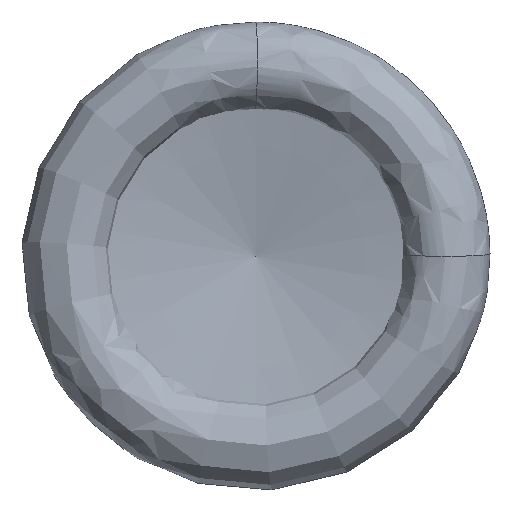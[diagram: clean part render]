
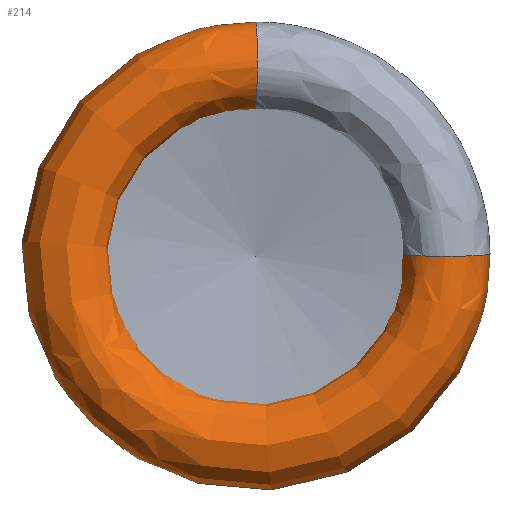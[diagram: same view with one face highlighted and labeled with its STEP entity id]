
A CAD part, left-side view. The second image highlights one B-rep face of the part: STEP entity #214.
In plain terms, the highlighted free-form (B-spline) face has degree [3, 3] with [7, 7] control points.
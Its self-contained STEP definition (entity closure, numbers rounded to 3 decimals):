
#214=ADVANCED_FACE('',(#240,#241),#235,.F.);
#235=(
BOUNDED_SURFACE()
B_SPLINE_SURFACE(3,3,((#527,#528,#529,#530,#531,#532,#533),(#534,#535,#536,
#537,#538,#539,#540),(#541,#542,#543,#544,#545,#546,#547),(#548,#549,#550,
#551,#552,#553,#554),(#555,#556,#557,#558,#559,#560,#561),(#562,#563,#564,
#565,#566,#567,#568),(#569,#570,#571,#572,#573,#574,#575)),
 .UNSPECIFIED.,.T.,.F.,.F.)
B_SPLINE_SURFACE_WITH_KNOTS((1,3,3,3,1),(4,3,4),(-0.5,0.,0.5,1.,1.5),(0.,
0.5,1.),.UNSPECIFIED.)
GEOMETRIC_REPRESENTATION_ITEM()
RATIONAL_B_SPLINE_SURFACE(((1.,0.587,0.587,1.,0.587,
0.587,1.),(0.333,0.196,0.196,
0.333,0.196,0.196,0.333),
(0.333,0.196,0.196,0.333,
0.196,0.196,0.333),(1.,0.587,
0.587,1.,0.587,0.587,1.),(0.333,
0.196,0.196,0.333,0.196,
0.196,0.333),(0.333,0.196,
0.196,0.333,0.196,0.196,
0.333),(1.,0.587,0.587,1.,0.587,
0.587,1.)))
REPRESENTATION_ITEM('')
SURFACE()
);
#240=FACE_BOUND('',#280,.T.);
#241=FACE_BOUND('',#281,.T.);
#280=EDGE_LOOP('',(#320));
#281=EDGE_LOOP('',(#321));
#320=ORIENTED_EDGE('',*,*,#381,.T.);
#321=ORIENTED_EDGE('',*,*,#382,.F.);
#360=VERTEX_POINT('',#524);
#361=VERTEX_POINT('',#526);
#381=EDGE_CURVE('',#360,#360,#401,.T.);
#382=EDGE_CURVE('',#361,#361,#402,.T.);
#401=CIRCLE('',#422,6.);
#402=CIRCLE('',#423,6.);
#422=AXIS2_PLACEMENT_3D('',#523,#455,#456);
#423=AXIS2_PLACEMENT_3D('',#525,#457,#458);
#455=DIRECTION('',(-0.052,0.999,0.008));
#456=DIRECTION('',(0.999,0.052,0.));
#457=DIRECTION('',(-0.052,0.,0.999));
#458=DIRECTION('',(0.999,0.,0.052));
#523=CARTESIAN_POINT('',(5.992,0.103,25.5));
#524=CARTESIAN_POINT('',(11.984,0.417,25.503));
#525=CARTESIAN_POINT('',(5.992,-25.498,0.314));
#526=CARTESIAN_POINT('',(11.984,-25.498,0.628));
#527=CARTESIAN_POINT('',(11.984,-25.498,0.628));
#528=CARTESIAN_POINT('',(11.984,-26.158,-26.141));
#529=CARTESIAN_POINT('',(11.984,-1.656,-36.944));
#530=CARTESIAN_POINT('',(11.984,17.662,-18.401));
#531=CARTESIAN_POINT('',(11.984,36.981,0.142));
#532=CARTESIAN_POINT('',(11.984,27.191,25.065));
#533=CARTESIAN_POINT('',(11.984,0.417,25.503));
#534=CARTESIAN_POINT('',(11.984,-13.498,0.628));
#535=CARTESIAN_POINT('',(11.984,-14.158,-13.543));
#536=CARTESIAN_POINT('',(11.984,-1.305,-19.549));
#537=CARTESIAN_POINT('',(11.984,9.142,-9.951));
#538=CARTESIAN_POINT('',(11.984,19.589,-0.353));
#539=CARTESIAN_POINT('',(11.984,14.692,12.961));
#540=CARTESIAN_POINT('',(11.984,0.516,13.503));
#541=CARTESIAN_POINT('',(0.,-13.498,0.));
#542=CARTESIAN_POINT('',(0.,-13.498,-14.171));
#543=CARTESIAN_POINT('',(0.,-0.395,-19.567));
#544=CARTESIAN_POINT('',(0.,9.584,-9.505));
#545=CARTESIAN_POINT('',(0.,19.563,0.557));
#546=CARTESIAN_POINT('',(0.,14.059,13.615));
#547=CARTESIAN_POINT('',(0.,-0.112,13.498));
#548=CARTESIAN_POINT('',(0.,-25.498,0.));
#549=CARTESIAN_POINT('',(0.,-25.498,-26.769));
#550=CARTESIAN_POINT('',(0.,-0.746,-36.962));
#551=CARTESIAN_POINT('',(0.,18.105,-17.955));
#552=CARTESIAN_POINT('',(0.,36.955,1.052));
#553=CARTESIAN_POINT('',(0.,26.557,25.719));
#554=CARTESIAN_POINT('',(0.,-0.211,25.498));
#555=CARTESIAN_POINT('',(0.,-37.498,0.));
#556=CARTESIAN_POINT('',(0.,-37.498,-39.368));
#557=CARTESIAN_POINT('',(0.,-1.096,-54.357));
#558=CARTESIAN_POINT('',(0.,26.625,-26.405));
#559=CARTESIAN_POINT('',(0.,54.346,1.547));
#560=CARTESIAN_POINT('',(0.,39.055,37.823));
#561=CARTESIAN_POINT('',(0.,-0.311,37.497));
#562=CARTESIAN_POINT('',(11.984,-37.498,0.628));
#563=CARTESIAN_POINT('',(11.984,-38.158,-38.739));
#564=CARTESIAN_POINT('',(11.984,-2.007,-54.339));
#565=CARTESIAN_POINT('',(11.984,26.183,-26.851));
#566=CARTESIAN_POINT('',(11.984,54.372,0.637));
#567=CARTESIAN_POINT('',(11.984,39.689,37.169));
#568=CARTESIAN_POINT('',(11.984,0.317,37.502));
#569=CARTESIAN_POINT('',(11.984,-25.498,0.628));
#570=CARTESIAN_POINT('',(11.984,-26.158,-26.141));
#571=CARTESIAN_POINT('',(11.984,-1.656,-36.944));
#572=CARTESIAN_POINT('',(11.984,17.662,-18.401));
#573=CARTESIAN_POINT('',(11.984,36.981,0.142));
#574=CARTESIAN_POINT('',(11.984,27.191,25.065));
#575=CARTESIAN_POINT('',(11.984,0.417,25.503));
